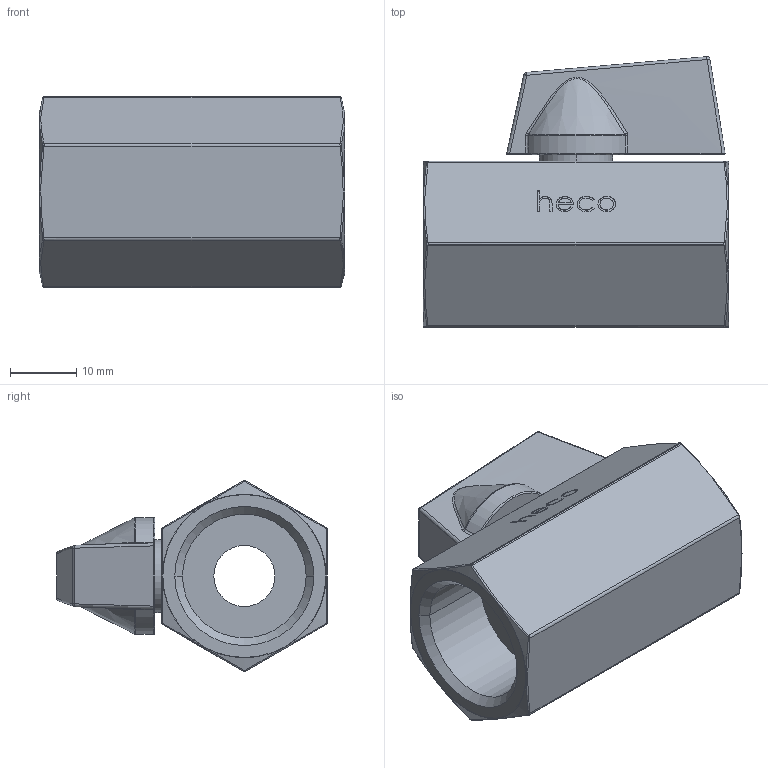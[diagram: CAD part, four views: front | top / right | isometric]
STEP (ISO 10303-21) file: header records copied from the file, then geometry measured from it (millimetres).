
FILE_DESCRIPTION (( 'STEP AP214' ), '1' );
FILE_NAME ('Mini-012-0II-4 heco.STEP', '2016-07-27T14:28:56', ( '' ), ( '' ), 'SwSTEP 2.0', 'SolidWorks 2016', '' );
FILE_SCHEMA (( 'AUTOMOTIVE_DESIGN' ));
Length unit declared in the file: millimetre
Products named in the file (1): Mini-012-0II-4 heco
Bounding box: 46 x 40.77 x 28.71 mm (x, y, z)
Volume: 20843.9 mm3; surface area: 8453.1 mm2
Topology: 1 solids, 1 shells, 340 faces, 855 edges, 548 vertices
Faces by surface type: bspline 148, plane 145, cylinder 22, cone 11, torus 10, sphere 4
Entity records: 20341 total; most frequent: CARTESIAN_POINT 9439, ORIENTED_EDGE 1702, DIRECTION 1051, EDGE_CURVE 851, VERTEX_POINT 546, VECTOR 439, LINE 439, EDGE_LOOP 375
